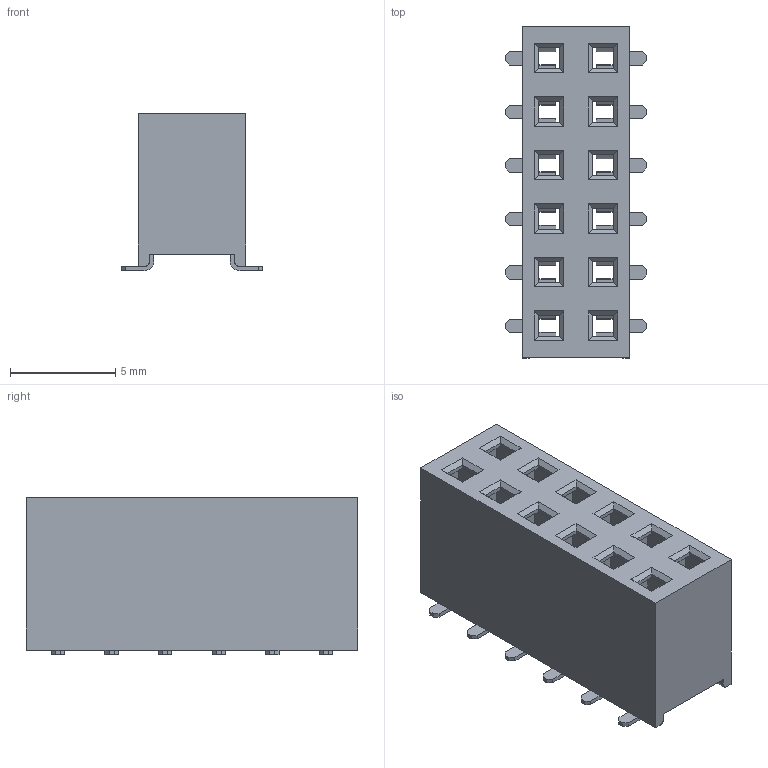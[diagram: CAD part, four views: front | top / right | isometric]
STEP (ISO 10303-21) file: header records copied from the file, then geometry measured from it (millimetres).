
FILE_DESCRIPTION(/* description */ ('Unknown'),/* implementation_level */ '2;1');
FILE_NAME(/* name */ 'J_Wurth_WR-PHD_61031221821',/* time_stamp */ '2025-04-22T16:21:33+08:00',/* author */ ('Unknown'),/* organization */ ('Unknown'),/* preprocessor_version */ 'ST-DEVELOPER v19.4',/* originating_system */ 'Solid Edge',/* authorisation */ 'Unknown');
FILE_SCHEMA (('AUTOMOTIVE_DESIGN {1 0 10303 214 3 1 1}'));
Length unit declared in the file: millimetre
Products named in the file (2): J_Wurth_WR-PHD_61031221821
Assembly tree (1 placements, depth 2):
  J_Wurth_WR-PHD_61031221821
    J_Wurth_WR-PHD_61031221821
Bounding box: 6.7 x 15.74 x 7.45 mm (x, y, z)
Volume: 356.4 mm3; surface area: 1522 mm2
Topology: 13 solids, 13 shells, 972 faces, 2646 edges, 1700 vertices
Faces by surface type: plane 634, cylinder 338
Entity records: 30684 total; most frequent: CARTESIAN_POINT 5896, ORIENTED_EDGE 5292, DIRECTION 4982, EDGE_CURVE 2646, LINE 1874, VECTOR 1874, VERTEX_POINT 1700, AXIS2_PLACEMENT_3D 1554
